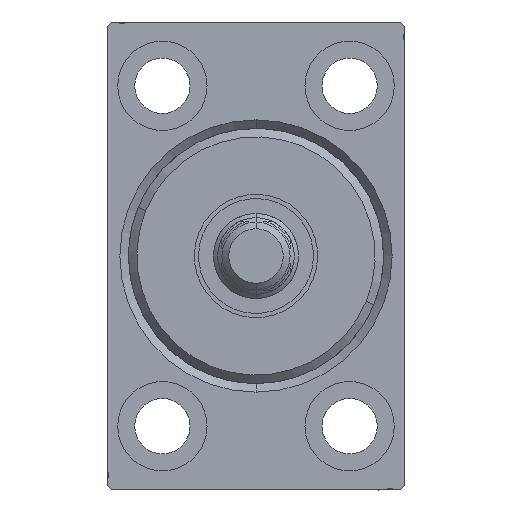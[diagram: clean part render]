
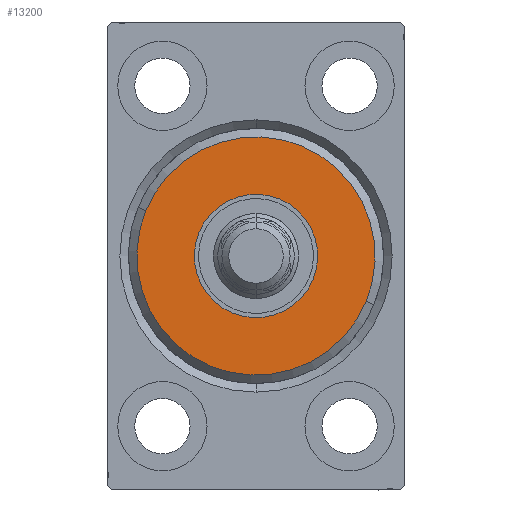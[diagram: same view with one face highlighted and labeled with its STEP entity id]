
A CAD part, left-side view. The second image highlights one B-rep face of the part: STEP entity #13200.
In plain terms, the highlighted face is planar.
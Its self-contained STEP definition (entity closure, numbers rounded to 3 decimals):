
#731 = DIRECTION ( 'NONE',  ( 1., 0., 0. ) ) ;
#1123 = AXIS2_PLACEMENT_3D ( 'NONE', #17599, #731, #24582 ) ;
#1693 = DIRECTION ( 'NONE',  ( 0., 0., -1. ) ) ;
#2828 = CARTESIAN_POINT ( 'NONE',  ( 3., 0., 0. ) ) ;
#3267 = CARTESIAN_POINT ( 'NONE',  ( 3., 0., 0. ) ) ;
#3493 = EDGE_CURVE ( 'NONE', #18344, #41712, #33573, .T. ) ;
#3711 = DIRECTION ( 'NONE',  ( 1., 0., 0. ) ) ;
#4082 = CIRCLE ( 'NONE', #8414, 14. ) ;
#7090 = FACE_BOUND ( 'NONE', #35073, .T. ) ;
#7540 = DIRECTION ( 'NONE',  ( 1., 0., 0. ) ) ;
#8414 = AXIS2_PLACEMENT_3D ( 'NONE', #31122, #24826, #30673 ) ;
#9504 = CIRCLE ( 'NONE', #1123, 7.25 ) ;
#10243 = DIRECTION ( 'NONE',  ( 0., 0., -1. ) ) ;
#11766 = VERTEX_POINT ( 'NONE', #30370 ) ;
#13200 = ADVANCED_FACE ( 'NONE', ( #24186, #7090 ), #20813, .T. ) ;
#15628 = CARTESIAN_POINT ( 'NONE',  ( 3., 0., -7.25 ) ) ;
#16992 = DIRECTION ( 'NONE',  ( 0., 0., -1. ) ) ;
#17216 = DIRECTION ( 'NONE',  ( 1., 0., 0. ) ) ;
#17599 = CARTESIAN_POINT ( 'NONE',  ( 3., 0., 0. ) ) ;
#18344 = VERTEX_POINT ( 'NONE', #21406 ) ;
#20813 = PLANE ( 'NONE',  #40202 ) ;
#21384 = EDGE_LOOP ( 'NONE', ( #29139, #28367 ) ) ;
#21406 = CARTESIAN_POINT ( 'NONE',  ( 3., 0., 14. ) ) ;
#24186 = FACE_OUTER_BOUND ( 'NONE', #21384, .T. ) ;
#24582 = DIRECTION ( 'NONE',  ( 0., 0., -1. ) ) ;
#24826 = DIRECTION ( 'NONE',  ( 1., 0., 0. ) ) ;
#25871 = EDGE_CURVE ( 'NONE', #11766, #37261, #9504, .T. ) ;
#28367 = ORIENTED_EDGE ( 'NONE', *, *, #35169, .T. ) ;
#29139 = ORIENTED_EDGE ( 'NONE', *, *, #3493, .T. ) ;
#29221 = CIRCLE ( 'NONE', #39274, 7.25 ) ;
#30090 = ORIENTED_EDGE ( 'NONE', *, *, #34091, .F. ) ;
#30370 = CARTESIAN_POINT ( 'NONE',  ( 3., 0., 7.25 ) ) ;
#30673 = DIRECTION ( 'NONE',  ( 0., 0., -1. ) ) ;
#31122 = CARTESIAN_POINT ( 'NONE',  ( 3., 0., 0. ) ) ;
#33573 = CIRCLE ( 'NONE', #36440, 14. ) ;
#34091 = EDGE_CURVE ( 'NONE', #37261, #11766, #29221, .T. ) ;
#34531 = CARTESIAN_POINT ( 'NONE',  ( 3., 0., 0. ) ) ;
#35073 = EDGE_LOOP ( 'NONE', ( #30090, #39601 ) ) ;
#35169 = EDGE_CURVE ( 'NONE', #41712, #18344, #4082, .T. ) ;
#36440 = AXIS2_PLACEMENT_3D ( 'NONE', #2828, #17216, #10243 ) ;
#37261 = VERTEX_POINT ( 'NONE', #15628 ) ;
#37449 = CARTESIAN_POINT ( 'NONE',  ( 3., 0., -14. ) ) ;
#39274 = AXIS2_PLACEMENT_3D ( 'NONE', #3267, #7540, #16992 ) ;
#39601 = ORIENTED_EDGE ( 'NONE', *, *, #25871, .F. ) ;
#40202 = AXIS2_PLACEMENT_3D ( 'NONE', #34531, #3711, #1693 ) ;
#41712 = VERTEX_POINT ( 'NONE', #37449 ) ;
